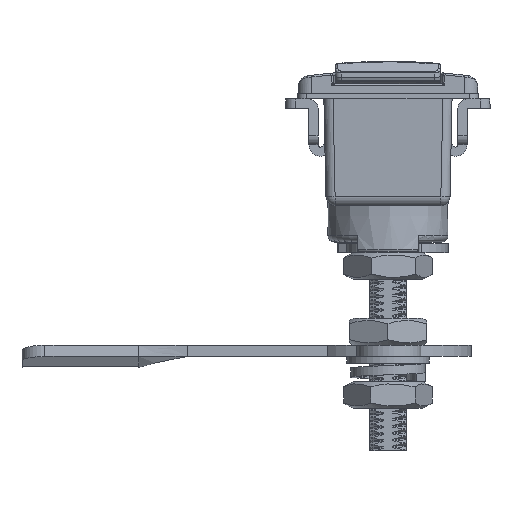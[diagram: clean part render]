
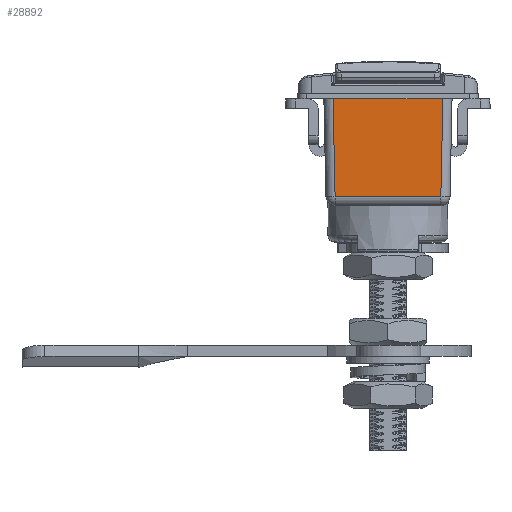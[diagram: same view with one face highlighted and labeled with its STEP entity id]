
A CAD part, front view. The second image highlights one B-rep face of the part: STEP entity #28892.
In plain terms, the highlighted face is planar.
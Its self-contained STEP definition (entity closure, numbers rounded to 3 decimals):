
#2937=PLANE('',#30817);
#3329=FACE_OUTER_BOUND('',#5118,.T.);
#5118=EDGE_LOOP('',(#19452,#19453,#19454,#19455));
#6864=LINE('',#39316,#8640);
#7022=LINE('',#42000,#8798);
#7023=LINE('',#42002,#8799);
#7024=LINE('',#42003,#8800);
#8640=VECTOR('',#32929,24.002);
#8798=VECTOR('',#33575,22.574);
#8799=VECTOR('',#33576,23.057);
#8800=VECTOR('',#33577,22.574);
#11311=VERTEX_POINT('',#39313);
#11312=VERTEX_POINT('',#39315);
#11568=VERTEX_POINT('',#41999);
#11569=VERTEX_POINT('',#42001);
#14254=EDGE_CURVE('',#11312,#11311,#6864,.T.);
#14604=EDGE_CURVE('',#11311,#11568,#7022,.T.);
#14605=EDGE_CURVE('',#11568,#11569,#7023,.T.);
#14606=EDGE_CURVE('',#11569,#11312,#7024,.T.);
#19452=ORIENTED_EDGE('',*,*,#14604,.T.);
#19453=ORIENTED_EDGE('',*,*,#14605,.T.);
#19454=ORIENTED_EDGE('',*,*,#14606,.T.);
#19455=ORIENTED_EDGE('',*,*,#14254,.T.);
#28892=ADVANCED_FACE('',(#3329),#2937,.T.);
#30817=AXIS2_PLACEMENT_3D('',#41998,#33573,#33574);
#32929=DIRECTION('',(0.,-1.,0.));
#33573=DIRECTION('center_axis',(-1.,0.,0.03));
#33574=DIRECTION('ref_axis',(-0.03,0.,-1.));
#33575=DIRECTION('',(0.03,0.021,0.999));
#33576=DIRECTION('',(0.,1.,0.));
#33577=DIRECTION('',(-0.03,0.021,-0.999));
#39313=CARTESIAN_POINT('',(-138.35,-12.001,-32.4));
#39315=CARTESIAN_POINT('',(-138.35,12.001,-32.4));
#39316=CARTESIAN_POINT('',(-138.35,-47.6,-32.4));
#41998=CARTESIAN_POINT('Origin',(-138.35,-47.6,-32.4));
#41999=CARTESIAN_POINT('',(-137.68,-11.528,-9.841));
#42000=CARTESIAN_POINT('',(-138.372,-12.016,-33.145));
#42001=CARTESIAN_POINT('',(-137.68,11.528,-9.841));
#42002=CARTESIAN_POINT('',(-137.68,-47.6,-9.841));
#42003=CARTESIAN_POINT('',(-138.313,11.975,-31.153));
